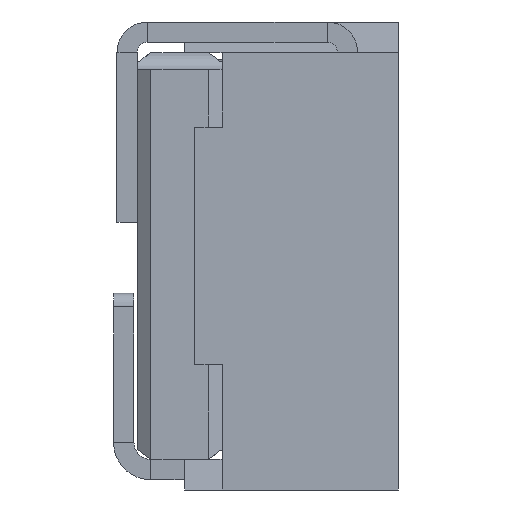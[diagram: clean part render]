
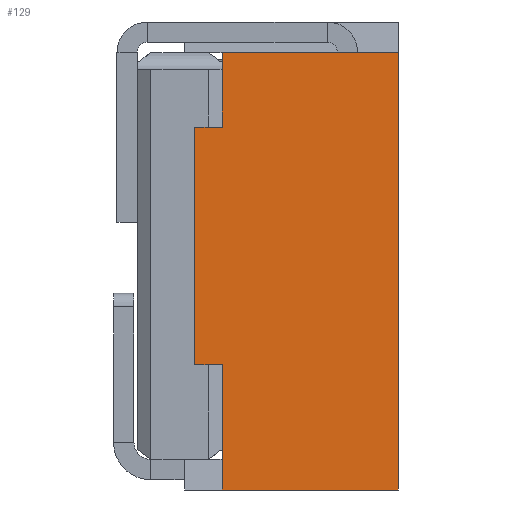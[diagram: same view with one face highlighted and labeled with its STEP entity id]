
A CAD part, left-side view. The second image highlights one B-rep face of the part: STEP entity #129.
In plain terms, the highlighted planar face has unit normal (-1, 0, 0).
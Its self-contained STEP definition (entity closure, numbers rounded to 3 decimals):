
#129=ADVANCED_FACE('',(#566),#567,.F.);
#566=FACE_OUTER_BOUND('',#1272,.T.);
#567=PLANE('',#1273);
#1272=EDGE_LOOP('',(#2652,#2653,#2654,#2655,#2656,#2657,#2658,#2659));
#1273=AXIS2_PLACEMENT_3D('',#2660,#2661,#2662);
#2652=ORIENTED_EDGE('',*,*,#5079,.F.);
#2653=ORIENTED_EDGE('',*,*,#4985,.T.);
#2654=ORIENTED_EDGE('',*,*,#5151,.T.);
#2655=ORIENTED_EDGE('',*,*,#4823,.F.);
#2656=ORIENTED_EDGE('',*,*,#5147,.F.);
#2657=ORIENTED_EDGE('',*,*,#4989,.T.);
#2658=ORIENTED_EDGE('',*,*,#5083,.T.);
#2659=ORIENTED_EDGE('',*,*,#5081,.F.);
#2660=CARTESIAN_POINT('',(-1.651,0.762,-0.191));
#2661=DIRECTION('',(1.0,0.0,0.0));
#2662=DIRECTION('',(0.0,1.0,-0.0));
#4823=EDGE_CURVE('',#5876,#5878,#5879,.T.);
#4985=EDGE_CURVE('',#6171,#6169,#6172,.T.);
#4989=EDGE_CURVE('',#6179,#6177,#6180,.T.);
#5079=EDGE_CURVE('',#6171,#6332,#6333,.T.);
#5081=EDGE_CURVE('',#6332,#6335,#6336,.T.);
#5083=EDGE_CURVE('',#6177,#6335,#6338,.T.);
#5147=EDGE_CURVE('',#6179,#5876,#6438,.T.);
#5151=EDGE_CURVE('',#6169,#5878,#6444,.T.);
#5876=VERTEX_POINT('',#7474);
#5878=VERTEX_POINT('',#7477);
#5879=LINE('',#7478,#7479);
#6169=VERTEX_POINT('',#7914);
#6171=VERTEX_POINT('',#7917);
#6172=LINE('',#7918,#7919);
#6177=VERTEX_POINT('',#7926);
#6179=VERTEX_POINT('',#7929);
#6180=LINE('',#7930,#7931);
#6332=VERTEX_POINT('',#8171);
#6333=LINE('',#8172,#8173);
#6335=VERTEX_POINT('',#8176);
#6336=LINE('',#8177,#8178);
#6338=LINE('',#8181,#8182);
#6438=LINE('',#8336,#8337);
#6444=LINE('',#8346,#8347);
#7474=CARTESIAN_POINT('',(-1.651,0.0,1.448));
#7477=CARTESIAN_POINT('',(-1.651,0.0,-1.829));
#7478=CARTESIAN_POINT('',(-1.651,0.0,1.448));
#7479=VECTOR('',#9770,3.277);
#7914=CARTESIAN_POINT('',(-1.651,1.321,-1.829));
#7917=CARTESIAN_POINT('',(-1.651,1.321,-0.889));
#7918=CARTESIAN_POINT('',(-1.651,1.321,-0.889));
#7919=VECTOR('',#9973,0.94);
#7926=CARTESIAN_POINT('',(-1.651,1.321,0.889));
#7929=CARTESIAN_POINT('',(-1.651,1.321,1.448));
#7930=CARTESIAN_POINT('',(-1.651,1.321,1.448));
#7931=VECTOR('',#9977,0.559);
#8171=CARTESIAN_POINT('',(-1.651,1.524,-0.889));
#8172=CARTESIAN_POINT('',(-1.651,1.321,-0.889));
#8173=VECTOR('',#10081,0.203);
#8176=CARTESIAN_POINT('',(-1.651,1.524,0.889));
#8177=CARTESIAN_POINT('',(-1.651,1.524,-0.889));
#8178=VECTOR('',#10083,1.778);
#8181=CARTESIAN_POINT('',(-1.651,1.321,0.889));
#8182=VECTOR('',#10085,0.203);
#8336=CARTESIAN_POINT('',(-1.651,1.321,1.448));
#8337=VECTOR('',#10173,1.321);
#8346=CARTESIAN_POINT('',(-1.651,1.321,-1.829));
#8347=VECTOR('',#10177,1.321);
#9770=DIRECTION('',(0.0,0.0,-1.0));
#9973=DIRECTION('',(0.0,0.0,-1.0));
#9977=DIRECTION('',(0.0,0.0,-1.0));
#10081=DIRECTION('',(0.0,1.0,0.0));
#10083=DIRECTION('',(0.0,0.0,1.0));
#10085=DIRECTION('',(0.0,1.0,0.0));
#10173=DIRECTION('',(0.0,-1.0,0.0));
#10177=DIRECTION('',(0.0,-1.0,0.0));
